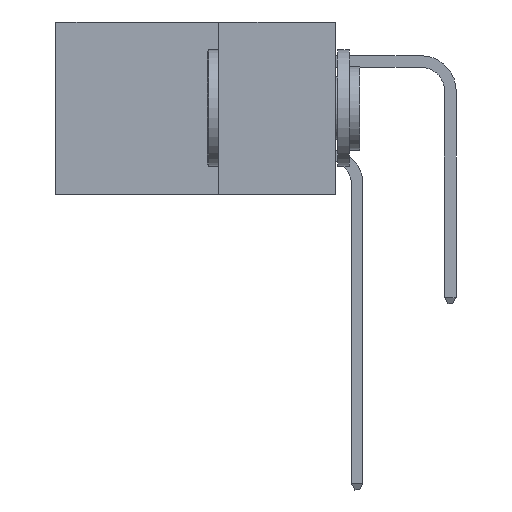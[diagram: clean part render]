
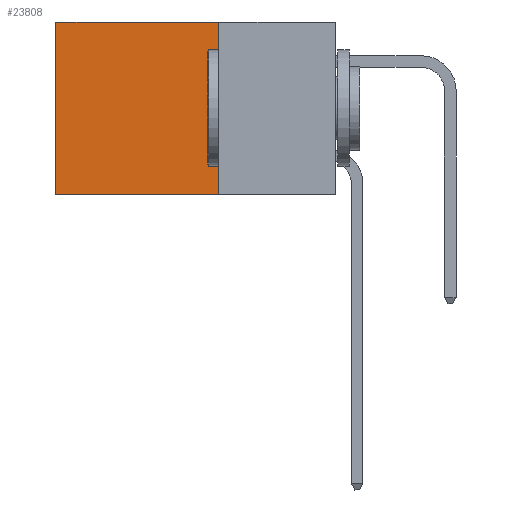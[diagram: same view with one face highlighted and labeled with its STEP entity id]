
A CAD part, left-side view. The second image highlights one B-rep face of the part: STEP entity #23808.
In plain terms, the highlighted planar face has unit normal (-1, 0, 0).
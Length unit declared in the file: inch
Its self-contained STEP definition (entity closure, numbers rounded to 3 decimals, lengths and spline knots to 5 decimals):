
#1010 = VECTOR ( 'NONE', #28537, 39.37008 ) ;
#2787 = DIRECTION ( 'NONE',  ( 0., 0., -1. ) ) ;
#4067 = LINE ( 'NONE', #20003, #1010 ) ;
#4172 = EDGE_CURVE ( 'NONE', #5753, #20020, #31802, .T. ) ;
#5027 = VERTEX_POINT ( 'NONE', #28433 ) ;
#5556 = FACE_OUTER_BOUND ( 'NONE', #29752, .T. ) ;
#5628 = CARTESIAN_POINT ( 'NONE',  ( 0.2875, 0.25, 0. ) ) ;
#5753 = VERTEX_POINT ( 'NONE', #11073 ) ;
#7670 = DIRECTION ( 'NONE',  ( 0., 0., -1. ) ) ;
#8789 = AXIS2_PLACEMENT_3D ( 'NONE', #5628, #33817, #2787 ) ;
#8920 = ORIENTED_EDGE ( 'NONE', *, *, #36445, .T. ) ;
#9814 = DIRECTION ( 'NONE',  ( 0., 0., -1. ) ) ;
#11073 = CARTESIAN_POINT ( 'NONE',  ( 0.2875, 0.25, 0. ) ) ;
#12287 = CARTESIAN_POINT ( 'NONE',  ( 0.2875, 0.25, 0. ) ) ;
#12540 = VECTOR ( 'NONE', #7670, 39.37008 ) ;
#14036 = PLANE ( 'NONE',  #8789 ) ;
#15883 = CARTESIAN_POINT ( 'NONE',  ( 0.2875, 0.6, 0. ) ) ;
#19575 = EDGE_CURVE ( 'NONE', #5027, #25757, #31547, .T. ) ;
#19730 = VECTOR ( 'NONE', #33012, 39.37008 ) ;
#20003 = CARTESIAN_POINT ( 'NONE',  ( 0.2875, 0.25, -0.37 ) ) ;
#20020 = VERTEX_POINT ( 'NONE', #24490 ) ;
#20396 = EDGE_CURVE ( 'NONE', #20020, #25757, #4067, .T. ) ;
#23808 = ADVANCED_FACE ( 'NONE', ( #5556 ), #14036, .F. ) ;
#24306 = VECTOR ( 'NONE', #9814, 39.37008 ) ;
#24490 = CARTESIAN_POINT ( 'NONE',  ( 0.2875, 0.25, -0.37 ) ) ;
#24562 = ORIENTED_EDGE ( 'NONE', *, *, #19575, .T. ) ;
#25757 = VERTEX_POINT ( 'NONE', #35579 ) ;
#27251 = ORIENTED_EDGE ( 'NONE', *, *, #4172, .F. ) ;
#28433 = CARTESIAN_POINT ( 'NONE',  ( 0.2875, 0.6, 0. ) ) ;
#28537 = DIRECTION ( 'NONE',  ( 0., 1., 0. ) ) ;
#29752 = EDGE_LOOP ( 'NONE', ( #24562, #33845, #27251, #8920 ) ) ;
#30181 = CARTESIAN_POINT ( 'NONE',  ( 0.2875, 0.25, 0. ) ) ;
#31547 = LINE ( 'NONE', #15883, #12540 ) ;
#31802 = LINE ( 'NONE', #12287, #24306 ) ;
#33012 = DIRECTION ( 'NONE',  ( 0., 1., 0. ) ) ;
#33817 = DIRECTION ( 'NONE',  ( 1., 0., 0. ) ) ;
#33845 = ORIENTED_EDGE ( 'NONE', *, *, #20396, .F. ) ;
#35249 = LINE ( 'NONE', #30181, #19730 ) ;
#35579 = CARTESIAN_POINT ( 'NONE',  ( 0.2875, 0.6, -0.37 ) ) ;
#36445 = EDGE_CURVE ( 'NONE', #5753, #5027, #35249, .T. ) ;
